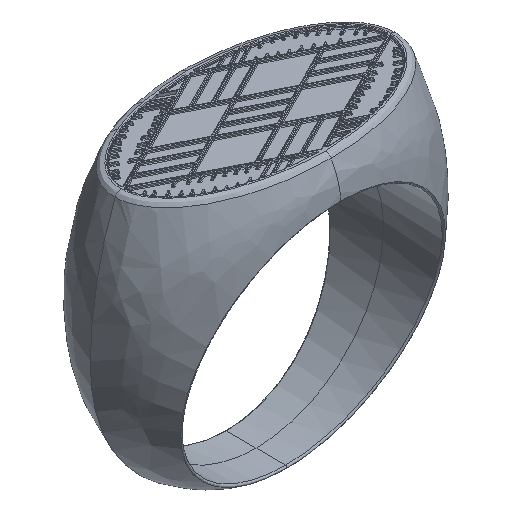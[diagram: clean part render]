
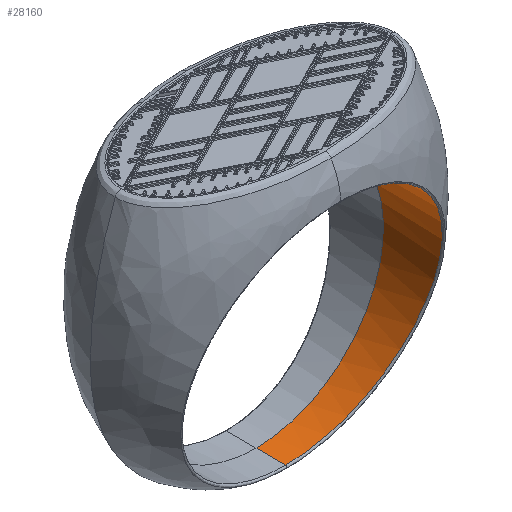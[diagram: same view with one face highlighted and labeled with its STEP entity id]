
A CAD part, isometric view. The second image highlights one B-rep face of the part: STEP entity #28160.
In plain terms, the highlighted free-form (B-spline) face has degree [2, 1] with [5, 2] control points.
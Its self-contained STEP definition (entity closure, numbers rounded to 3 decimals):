
#28000 = EDGE_CURVE('',#28001,#28003,#28005,.T.);
#28001 = VERTEX_POINT('',#28002);
#28002 = CARTESIAN_POINT('',(0.,0.,-2.44));
#28003 = VERTEX_POINT('',#28004);
#28004 = CARTESIAN_POINT('',(0.,0.,-19.172));
#28005 = ( BOUNDED_CURVE() B_SPLINE_CURVE(2,(#28006,#28007,#28008,#28009
,#28010),.UNSPECIFIED.,.F.,.F.) B_SPLINE_CURVE_WITH_KNOTS((3,2,3),(0.,
1.571,3.142),.PIECEWISE_BEZIER_KNOTS.) CURVE() 
GEOMETRIC_REPRESENTATION_ITEM() RATIONAL_B_SPLINE_CURVE((1.,
0.707,1.,0.707,1.)) REPRESENTATION_ITEM('') );
#28006 = CARTESIAN_POINT('',(0.,0.,-2.44));
#28007 = CARTESIAN_POINT('',(8.366,0.,-2.44));
#28008 = CARTESIAN_POINT('',(8.366,0.,-10.806));
#28009 = CARTESIAN_POINT('',(8.366,0.,-19.172));
#28010 = CARTESIAN_POINT('',(0.,0.,-19.172));
#28160 = ADVANCED_FACE('',(#28161),#28229,.F.);
#28161 = FACE_BOUND('',#28162,.F.);
#28162 = EDGE_LOOP('',(#28163,#28164,#28171,#28224));
#28163 = ORIENTED_EDGE('',*,*,#28000,.F.);
#28164 = ORIENTED_EDGE('',*,*,#28165,.T.);
#28165 = EDGE_CURVE('',#28001,#28166,#28168,.T.);
#28166 = VERTEX_POINT('',#28167);
#28167 = CARTESIAN_POINT('',(0.,-5.468,-2.44));
#28168 = B_SPLINE_CURVE_WITH_KNOTS('',1,(#28169,#28170),.UNSPECIFIED.,
  .F.,.F.,(2,2),(0.,6.274),.PIECEWISE_BEZIER_KNOTS.);
#28169 = CARTESIAN_POINT('',(0.,0.,-2.44));
#28170 = CARTESIAN_POINT('',(0.,-5.468,-2.44));
#28171 = ORIENTED_EDGE('',*,*,#28172,.F.);
#28172 = EDGE_CURVE('',#28173,#28166,#28175,.T.);
#28173 = VERTEX_POINT('',#28174);
#28174 = CARTESIAN_POINT('',(0.,-1.949,-19.172));
#28175 = B_SPLINE_CURVE_WITH_KNOTS('',3,(#28176,#28177,#28178,#28179,
    #28180,#28181,#28182,#28183,#28184,#28185,#28186,#28187,#28188,
    #28189,#28190,#28191,#28192,#28193,#28194,#28195,#28196,#28197,
    #28198,#28199,#28200,#28201,#28202,#28203,#28204,#28205,#28206,
    #28207,#28208,#28209,#28210,#28211,#28212,#28213,#28214,#28215,
    #28216,#28217,#28218,#28219,#28220,#28221,#28222,#28223),
  .UNSPECIFIED.,.F.,.F.,(4,2,2,2,2,2,2,2,2,2,2,2,2,2,2,2,2,2,2,2,2,2,2,4
    ),(0.,0.002,0.003,0.004,
    0.005,0.006,0.008,
    0.009,0.01,0.011,
    0.012,0.013,0.015,
    0.016,0.017,0.019,
    0.021,0.022,0.023,
    0.025,0.027,0.029,
    0.03,0.031),.UNSPECIFIED.);
#28176 = CARTESIAN_POINT('',(0.,-1.949,-19.172));
#28177 = CARTESIAN_POINT('',(0.559,-1.946,
    -19.172));
#28178 = CARTESIAN_POINT('',(1.111,-1.961,
    -19.117));
#28179 = CARTESIAN_POINT('',(1.93,-1.994,
    -18.951));
#28180 = CARTESIAN_POINT('',(2.2,-2.007,
    -18.883));
#28181 = CARTESIAN_POINT('',(2.727,-2.037,
    -18.72));
#28182 = CARTESIAN_POINT('',(2.986,-2.054,
    -18.626));
#28183 = CARTESIAN_POINT('',(3.493,-2.095,
    -18.413));
#28184 = CARTESIAN_POINT('',(3.741,-2.118,
    -18.295));
#28185 = CARTESIAN_POINT('',(4.227,-2.17,
    -18.031));
#28186 = CARTESIAN_POINT('',(4.465,-2.198,
    -17.887));
#28187 = CARTESIAN_POINT('',(5.149,-2.292,
    -17.423));
#28188 = CARTESIAN_POINT('',(5.568,-2.363,
    -17.074));
#28189 = CARTESIAN_POINT('',(6.145,-2.484,
    -16.49));
#28190 = CARTESIAN_POINT('',(6.329,-2.526,
    -16.284));
#28191 = CARTESIAN_POINT('',(6.675,-2.615,
    -15.857));
#28192 = CARTESIAN_POINT('',(6.836,-2.661,
    -15.637));
#28193 = CARTESIAN_POINT('',(7.284,-2.803,
    -14.957));
#28194 = CARTESIAN_POINT('',(7.537,-2.903,
    -14.478));
#28195 = CARTESIAN_POINT('',(7.847,-3.064,
    -13.719));
#28196 = CARTESIAN_POINT('',(7.939,-3.118,
    -13.46));
#28197 = CARTESIAN_POINT('',(8.095,-3.23,
    -12.937));
#28198 = CARTESIAN_POINT('',(8.16,-3.286,
    -12.673));
#28199 = CARTESIAN_POINT('',(8.315,-3.456,
    -11.879));
#28200 = CARTESIAN_POINT('',(8.366,-3.571,
    -11.343));
#28201 = CARTESIAN_POINT('',(8.366,-3.746,
    -10.529));
#28202 = CARTESIAN_POINT('',(8.352,-3.805,
    -10.256));
#28203 = CARTESIAN_POINT('',(8.299,-3.921,
    -9.717));
#28204 = CARTESIAN_POINT('',(8.26,-3.978,
    -9.45));
#28205 = CARTESIAN_POINT('',(8.103,-4.149,
    -8.657));
#28206 = CARTESIAN_POINT('',(7.949,-4.26,
    -8.139));
#28207 = CARTESIAN_POINT('',(7.533,-4.477,
    -7.126));
#28208 = CARTESIAN_POINT('',(7.279,-4.578,-6.647
    ));
#28209 = CARTESIAN_POINT('',(6.831,-4.722,
    -5.969));
#28210 = CARTESIAN_POINT('',(6.67,-4.768,
    -5.749));
#28211 = CARTESIAN_POINT('',(6.326,-4.858,
    -5.325));
#28212 = CARTESIAN_POINT('',(6.141,-4.901,
    -5.118));
#28213 = CARTESIAN_POINT('',(5.563,-5.024,
    -4.533));
#28214 = CARTESIAN_POINT('',(5.143,-5.097,
    -4.185));
#28215 = CARTESIAN_POINT('',(4.236,-5.226,
    -3.571));
#28216 = CARTESIAN_POINT('',(3.743,-5.281,
    -3.304));
#28217 = CARTESIAN_POINT('',(2.728,-5.371,
    -2.878));
#28218 = CARTESIAN_POINT('',(2.203,-5.405,
    -2.716));
#28219 = CARTESIAN_POINT('',(1.388,-5.441,
    -2.551));
#28220 = CARTESIAN_POINT('',(1.112,-5.45,
    -2.51));
#28221 = CARTESIAN_POINT('',(0.557,-5.463,
    -2.454));
#28222 = CARTESIAN_POINT('',(0.279,-5.466,
    -2.44));
#28223 = CARTESIAN_POINT('',(0.,-5.468,-2.44));
#28224 = ORIENTED_EDGE('',*,*,#28225,.T.);
#28225 = EDGE_CURVE('',#28173,#28003,#28226,.T.);
#28226 = B_SPLINE_CURVE_WITH_KNOTS('',1,(#28227,#28228),.UNSPECIFIED.,
  .F.,.F.,(2,2),(-2.236,0.),.PIECEWISE_BEZIER_KNOTS.);
#28227 = CARTESIAN_POINT('',(0.,-1.949,-19.172));
#28228 = CARTESIAN_POINT('',(0.,0.,-19.172));
#28229 = ( BOUNDED_SURFACE() B_SPLINE_SURFACE(2,1,(
    (#28230,#28231)
    ,(#28232,#28233)
    ,(#28234,#28235)
    ,(#28236,#28237)
    ,(#28238,#28239
)),.UNSPECIFIED.,.F.,.F.,.F.) B_SPLINE_SURFACE_WITH_KNOTS((3,2,3),(2,2),
  (3.142,4.712,6.283),(0.,6.274),
.PIECEWISE_BEZIER_KNOTS.) GEOMETRIC_REPRESENTATION_ITEM() 
RATIONAL_B_SPLINE_SURFACE((
    (1.,1.)
    ,(0.707,0.707)
    ,(1.,1.)
    ,(0.707,0.707)
,(1.,1.))) REPRESENTATION_ITEM('') SURFACE() );
#28230 = CARTESIAN_POINT('',(0.,0.,-19.172));
#28231 = CARTESIAN_POINT('',(0.,-5.468,
    -19.172));
#28232 = CARTESIAN_POINT('',(8.366,0.,-19.172));
#28233 = CARTESIAN_POINT('',(8.366,-5.468,
    -19.172));
#28234 = CARTESIAN_POINT('',(8.366,0.,-10.806));
#28235 = CARTESIAN_POINT('',(8.366,-5.468,
    -10.806));
#28236 = CARTESIAN_POINT('',(8.366,0.,-2.44));
#28237 = CARTESIAN_POINT('',(8.366,-5.468,
    -2.44));
#28238 = CARTESIAN_POINT('',(0.,0.,-2.44));
#28239 = CARTESIAN_POINT('',(0.,-5.468,
    -2.44));
